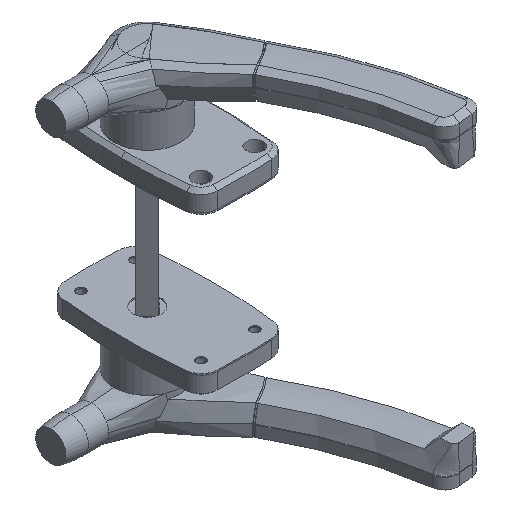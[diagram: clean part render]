
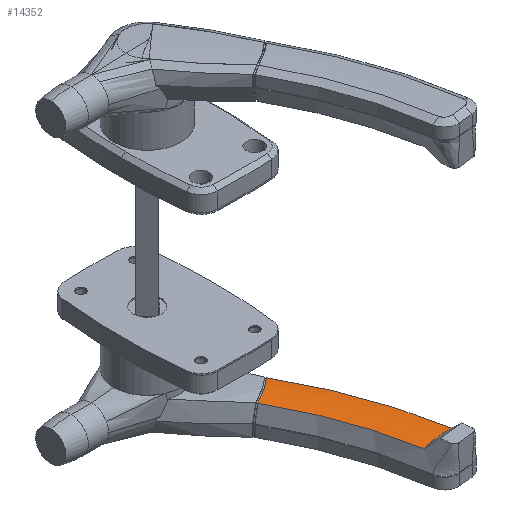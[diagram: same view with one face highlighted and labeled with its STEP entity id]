
A CAD part, isometric view. The second image highlights one B-rep face of the part: STEP entity #14352.
In plain terms, the highlighted toroidal (fillet/blend) face has major radius 285 mm and minor radius 50 mm.
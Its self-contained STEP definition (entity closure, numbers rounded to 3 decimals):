
#1431 = DIRECTION ( 'NONE',  ( 1., 0., 0. ) ) ;
#1433 = DIRECTION ( 'NONE',  ( 0., 0., 1. ) ) ;
#1434 = CARTESIAN_POINT ( 'NONE',  ( 213.86, -191.459, 54.5 ) ) ;
#1435 = AXIS2_PLACEMENT_3D ( 'NONE', #1434, #1433, #1431 ) ;
#1436 = TOROIDAL_SURFACE ( 'NONE', #1435, 285., 50. ) ;
#1444 = FACE_OUTER_BOUND ( 'NONE', #14306, .T. ) ;
#1501 = CARTESIAN_POINT ( 'NONE',  ( -78.583, -142.622, 5.839 ) ) ;
#1506 = CARTESIAN_POINT ( 'NONE',  ( -67.169, -143.822, 4.5 ) ) ;
#1542 = CARTESIAN_POINT ( 'NONE',  ( -25.593, -55.404, 5.39 ) ) ;
#1544 = CARTESIAN_POINT ( 'NONE',  ( -27.326, -54.572, 5.054 ) ) ;
#1546 = CARTESIAN_POINT ( 'NONE',  ( -29.88, -53.19, 4.719 ) ) ;
#1547 = CARTESIAN_POINT ( 'NONE',  ( -30.724, -52.707, 4.635 ) ) ;
#1548 = CARTESIAN_POINT ( 'NONE',  ( -32.396, -51.696, 4.525 ) ) ;
#1549 = CARTESIAN_POINT ( 'NONE',  ( -33.226, -51.166, 4.498 ) ) ;
#1550 = CARTESIAN_POINT ( 'NONE',  ( -35.656, -49.533, 4.504 ) ) ;
#1551 = CARTESIAN_POINT ( 'NONE',  ( -37.208, -48.377, 4.622 ) ) ;
#1552 = CARTESIAN_POINT ( 'NONE',  ( -40.182, -45.936, 5.07 ) ) ;
#1554 = CARTESIAN_POINT ( 'NONE',  ( -41.605, -44.651, 5.402 ) ) ;
#1556 = CARTESIAN_POINT ( 'NONE',  ( -42.963, -43.303, 5.839 ) ) ;
#1562 = B_SPLINE_CURVE_WITH_KNOTS ( 'NONE', 3,
 ( #1556, #1554, #1552, #1551, #1550, #1549, #1548, #1547, #1546, #1544, #1542, #1660 ),
 .UNSPECIFIED., .F., .F.,
 ( 4, 2, 2, 2, 2, 4 ),
 ( 0., 0.006, 0.012, 0.015, 0.017, 0.023 ),
 .UNSPECIFIED. ) ;
#1565 = CARTESIAN_POINT ( 'NONE',  ( -23.833, -56.151, 5.839 ) ) ;
#1569 = CARTESIAN_POINT ( 'NONE',  ( -42.963, -43.303, 5.839 ) ) ;
#1572 = DIRECTION ( 'NONE',  ( 1., 0., 0. ) ) ;
#1574 = DIRECTION ( 'NONE',  ( 0., 0., 1. ) ) ;
#1576 = CARTESIAN_POINT ( 'NONE',  ( 213.86, -191.459, 5.839 ) ) ;
#1578 = AXIS2_PLACEMENT_3D ( 'NONE', #1576, #1574, #1572 ) ;
#1580 = CIRCLE ( 'NONE', #1578, 273.507 ) ;
#1616 = DIRECTION ( 'NONE',  ( 1., 0., 0. ) ) ;
#1617 = DIRECTION ( 'NONE',  ( 0., 0., 1. ) ) ;
#1619 = CARTESIAN_POINT ( 'NONE',  ( 213.86, -191.459, 5.839 ) ) ;
#1621 = AXIS2_PLACEMENT_3D ( 'NONE', #1619, #1617, #1616 ) ;
#1623 = CARTESIAN_POINT ( 'NONE',  ( -55.677, -145.03, 5.839 ) ) ;
#1625 = CARTESIAN_POINT ( 'NONE',  ( -55.677, -145.03, 5.839 ) ) ;
#1626 = CARTESIAN_POINT ( 'NONE',  ( -57.566, -144.831, 5.391 ) ) ;
#1628 = CARTESIAN_POINT ( 'NONE',  ( -59.473, -144.631, 5.056 ) ) ;
#1630 = CARTESIAN_POINT ( 'NONE',  ( -62.363, -144.327, 4.72 ) ) ;
#1632 = CARTESIAN_POINT ( 'NONE',  ( -63.328, -144.226, 4.637 ) ) ;
#1634 = CARTESIAN_POINT ( 'NONE',  ( -65.251, -144.024, 4.526 ) ) ;
#1635 = CARTESIAN_POINT ( 'NONE',  ( -66.211, -143.923, 4.499 ) ) ;
#1637 = CARTESIAN_POINT ( 'NONE',  ( -67.169, -143.822, 4.5 ) ) ;
#1645 = B_SPLINE_CURVE_WITH_KNOTS ( 'NONE', 3,
 ( #1637, #1635, #1634, #1632, #1630, #1628, #1626, #1625 ),
 .UNSPECIFIED., .F., .F.,
 ( 4, 2, 2, 4 ),
 ( 0.012, 0.014, 0.017, 0.023 ),
 .UNSPECIFIED. ) ;
#1647 = CARTESIAN_POINT ( 'NONE',  ( -78.583, -142.622, 5.839 ) ) ;
#1648 = CARTESIAN_POINT ( 'NONE',  ( -77.65, -142.721, 5.618 ) ) ;
#1649 = CARTESIAN_POINT ( 'NONE',  ( -76.71, -142.819, 5.423 ) ) ;
#1651 = CARTESIAN_POINT ( 'NONE',  ( -74.819, -143.017, 5.089 ) ) ;
#1653 = CARTESIAN_POINT ( 'NONE',  ( -73.867, -143.117, 4.95 ) ) ;
#1654 = CARTESIAN_POINT ( 'NONE',  ( -71.007, -143.417, 4.614 ) ) ;
#1655 = CARTESIAN_POINT ( 'NONE',  ( -69.092, -143.62, 4.501 ) ) ;
#1656 = CARTESIAN_POINT ( 'NONE',  ( -67.169, -143.822, 4.5 ) ) ;
#1657 = CIRCLE ( 'NONE', #1621, 296.493 ) ;
#1659 = B_SPLINE_CURVE_WITH_KNOTS ( 'NONE', 3,
 ( #1656, #1655, #1654, #1653, #1651, #1649, #1648, #1647 ),
 .UNSPECIFIED., .F., .F.,
 ( 4, 2, 2, 4 ),
 ( 0.023, 0.028, 0.031, 0.034 ),
 .UNSPECIFIED. ) ;
#1660 = CARTESIAN_POINT ( 'NONE',  ( -23.833, -56.151, 5.839 ) ) ;
#14306 = EDGE_LOOP ( 'NONE', ( #14368, #14383, #14373, #14380, #14376 ) ) ;
#14352 = ADVANCED_FACE ( 'NONE', ( #1444 ), #1436, .T. ) ;
#14366 = VERTEX_POINT ( 'NONE', #1506 ) ;
#14367 = VERTEX_POINT ( 'NONE', #1501 ) ;
#14368 = ORIENTED_EDGE ( 'NONE', *, *, #14385, .F. ) ;
#14373 = ORIENTED_EDGE ( 'NONE', *, *, #14386, .F. ) ;
#14376 = ORIENTED_EDGE ( 'NONE', *, *, #14378, .T. ) ;
#14378 = EDGE_CURVE ( 'NONE', #14381, #14387, #1580, .T. ) ;
#14379 = EDGE_CURVE ( 'NONE', #14382, #14381, #1562, .T. ) ;
#14380 = ORIENTED_EDGE ( 'NONE', *, *, #14379, .T. ) ;
#14381 = VERTEX_POINT ( 'NONE', #1565 ) ;
#14382 = VERTEX_POINT ( 'NONE', #1569 ) ;
#14383 = ORIENTED_EDGE ( 'NONE', *, *, #14384, .T. ) ;
#14384 = EDGE_CURVE ( 'NONE', #14366, #14367, #1659, .T. ) ;
#14385 = EDGE_CURVE ( 'NONE', #14366, #14387, #1645, .T. ) ;
#14386 = EDGE_CURVE ( 'NONE', #14382, #14367, #1657, .T. ) ;
#14387 = VERTEX_POINT ( 'NONE', #1623 ) ;
